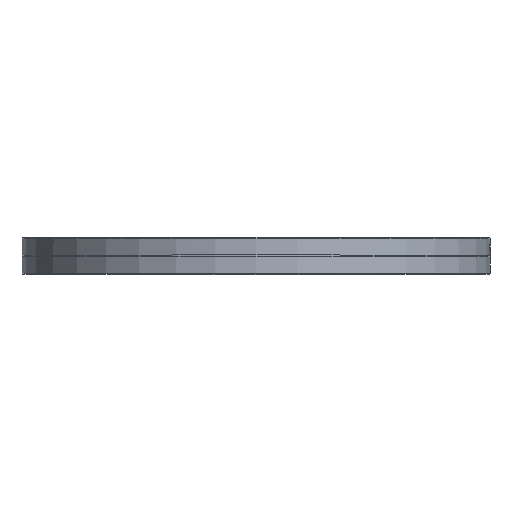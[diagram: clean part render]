
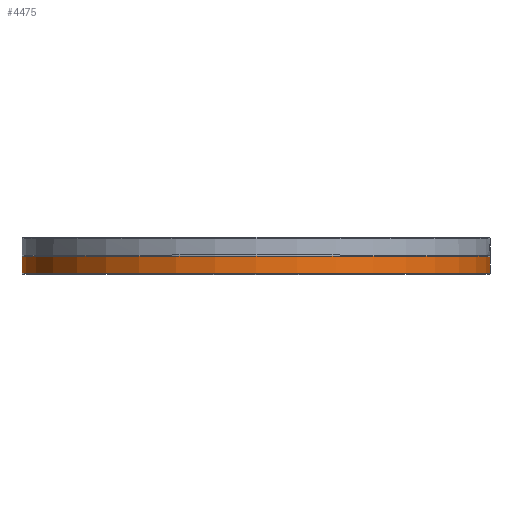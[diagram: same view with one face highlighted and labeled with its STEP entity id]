
A CAD part, top view. The second image highlights one B-rep face of the part: STEP entity #4475.
In plain terms, the highlighted cylindrical face has radius 184.15 mm (diameter 368.3 mm), a full revolution.
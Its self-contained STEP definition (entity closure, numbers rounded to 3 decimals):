
#197=CYLINDRICAL_SURFACE('',#4867,184.15);
#440=FACE_OUTER_BOUND('',#752,.T.);
#752=EDGE_LOOP('',(#3247,#3248,#3249,#3250,#3251,#3252));
#1054=LINE('',#6932,#1325);
#1325=VECTOR('',#5629,184.15);
#1647=CIRCLE('',#4865,184.15);
#1648=CIRCLE('',#4866,184.15);
#1649=CIRCLE('',#4868,184.15);
#1650=CIRCLE('',#4869,184.15);
#1956=VERTEX_POINT('',#6922);
#1957=VERTEX_POINT('',#6923);
#1958=VERTEX_POINT('',#6928);
#1959=VERTEX_POINT('',#6929);
#2438=EDGE_CURVE('',#1956,#1957,#1647,.T.);
#2439=EDGE_CURVE('',#1957,#1956,#1648,.T.);
#2441=EDGE_CURVE('',#1958,#1959,#1649,.T.);
#2442=EDGE_CURVE('',#1959,#1958,#1650,.T.);
#2443=EDGE_CURVE('',#1959,#1957,#1054,.T.);
#3247=ORIENTED_EDGE('',*,*,#2441,.F.);
#3248=ORIENTED_EDGE('',*,*,#2442,.F.);
#3249=ORIENTED_EDGE('',*,*,#2443,.T.);
#3250=ORIENTED_EDGE('',*,*,#2438,.F.);
#3251=ORIENTED_EDGE('',*,*,#2439,.F.);
#3252=ORIENTED_EDGE('',*,*,#2443,.F.);
#4475=ADVANCED_FACE('',(#440),#197,.T.);
#4865=AXIS2_PLACEMENT_3D('',#6924,#5618,#5619);
#4866=AXIS2_PLACEMENT_3D('',#6925,#5620,#5621);
#4867=AXIS2_PLACEMENT_3D('',#6927,#5623,#5624);
#4868=AXIS2_PLACEMENT_3D('',#6930,#5625,#5626);
#4869=AXIS2_PLACEMENT_3D('',#6931,#5627,#5628);
#5618=DIRECTION('center_axis',(0.,-1.,0.));
#5619=DIRECTION('ref_axis',(1.,0.,0.));
#5620=DIRECTION('center_axis',(0.,-1.,0.));
#5621=DIRECTION('ref_axis',(1.,0.,0.));
#5623=DIRECTION('center_axis',(0.,1.,0.));
#5624=DIRECTION('ref_axis',(-1.,0.,0.));
#5625=DIRECTION('center_axis',(0.,1.,0.));
#5626=DIRECTION('ref_axis',(1.,0.,0.));
#5627=DIRECTION('center_axis',(0.,1.,0.));
#5628=DIRECTION('ref_axis',(1.,0.,0.));
#5629=DIRECTION('',(0.,-1.,0.));
#6922=CARTESIAN_POINT('',(-184.15,0.5,0.));
#6923=CARTESIAN_POINT('',(184.15,0.5,0.));
#6924=CARTESIAN_POINT('Origin',(0.,0.5,0.));
#6925=CARTESIAN_POINT('Origin',(0.,0.5,0.));
#6927=CARTESIAN_POINT('Origin',(0.,6.881,0.));
#6928=CARTESIAN_POINT('',(0.,13.763,-184.15));
#6929=CARTESIAN_POINT('',(184.15,13.763,0.));
#6930=CARTESIAN_POINT('Origin',(0.,13.763,0.));
#6931=CARTESIAN_POINT('Origin',(0.,13.763,0.));
#6932=CARTESIAN_POINT('',(184.15,6.881,0.));
